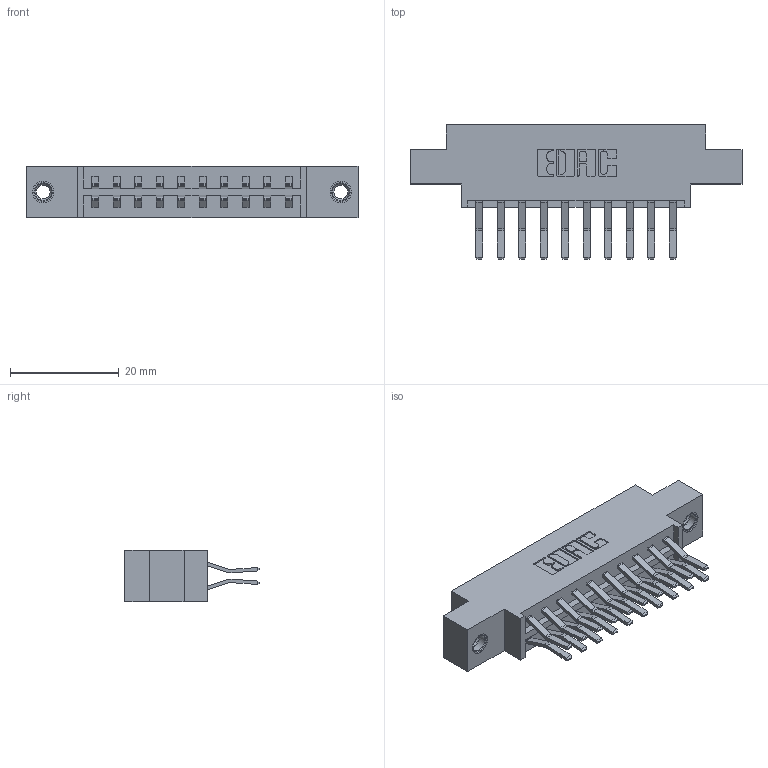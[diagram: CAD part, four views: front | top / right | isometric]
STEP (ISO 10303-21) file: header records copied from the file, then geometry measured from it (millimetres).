
FILE_DESCRIPTION (( 'STEP AP203' ), '1' );
FILE_NAME ('333-020-560-807.STEP', '2018-08-02T00:47:50', ( '' ), ( '' ), 'SwSTEP 2.0', 'SolidWorks 2016', '' );
FILE_SCHEMA (( 'CONFIG_CONTROL_DESIGN' ));
Length unit declared in the file: inch
Products named in the file (4): 333 Part_Offset - .156 Dia - TI; 345-292-001_560 Tail; 345-250-001_345-250-005-103; 333-020-560-807
Assembly tree (23 placements, depth 2):
  333-020-560-807
    333 Part_Offset - .156 Dia - TI
    345-292-001_560 Tail  x20
    345-250-001_345-250-005-103  x2
Bounding box: 61.16 x 24.78 x 9.4 mm (x, y, z)
Volume: 5834.9 mm3; surface area: 7183.4 mm2
Topology: 23 solids, 23 shells, 1258 faces, 3679 edges, 2418 vertices
Faces by surface type: plane 826, cylinder 416, cone 12, torus 4
Entity records: 11978 total; most frequent: CARTESIAN_POINT 2009, ORIENTED_EDGE 1938, DIRECTION 1807, EDGE_CURVE 969, VECTOR 817, LINE 817, VERTEX_POINT 640, AXIS2_PLACEMENT_3D 495
